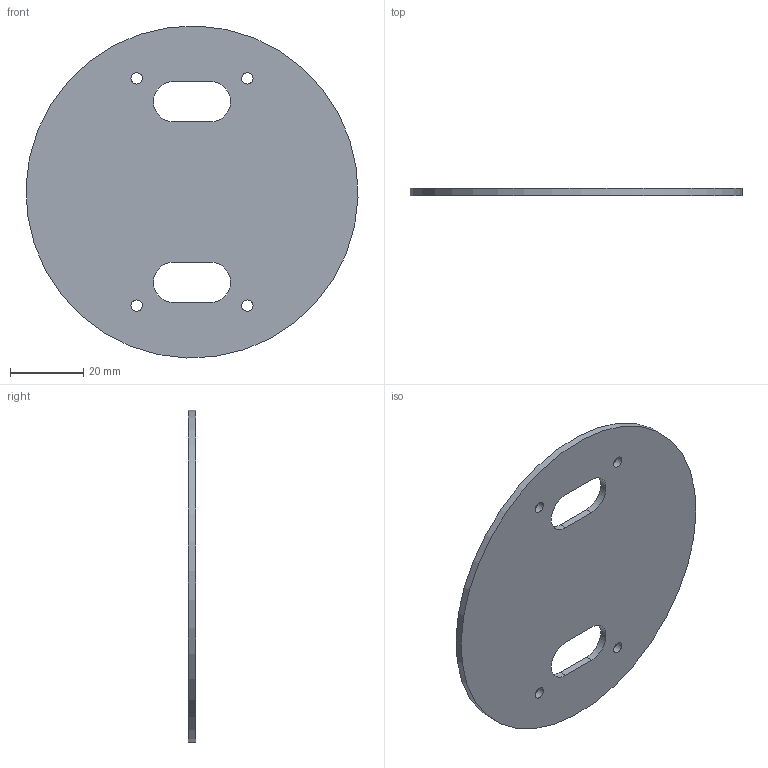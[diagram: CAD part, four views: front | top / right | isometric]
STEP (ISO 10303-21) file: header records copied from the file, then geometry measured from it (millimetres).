
FILE_DESCRIPTION(/* description */ (''),/* implementation_level */ '2;1');
FILE_NAME(/* name */ 'tsop_board.stp',/* time_stamp */ '2025-01-01T19:19:14+03:00',/* author */ ('Ivan'),/* organization */ (''),/* preprocessor_version */ 'ST-DEVELOPER v18',/* originating_system */ 'Autodesk Inventor 2020',/* authorisation */ '');
FILE_SCHEMA (('CONFIG_CONTROL_DESIGN'));
Length unit declared in the file: millimetre
Products named in the file (1): tsop_board
Bounding box: 90.58 x 2 x 90.58 mm (x, y, z)
Volume: 12016.3 mm3; surface area: 12882.6 mm2
Topology: 1 solids, 1 shells, 15 faces, 169 edges, 284 vertices
Faces by surface type: cylinder 9, plane 6
Full cylindrical faces by diameter (mm): 3.1 x4, 90.626 x1
Entity records: 1078 total; most frequent: CARTESIAN_POINT 341, STYLED_ITEM 129, POLYLINE 128, DIRECTION 93, ORIENTED_EDGE 82, EDGE_CURVE 41, AXIS2_PLACEMENT_3D 36, VERTEX_POINT 28
